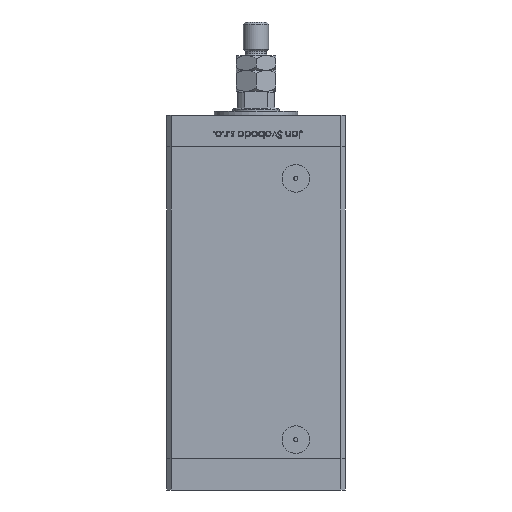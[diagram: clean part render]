
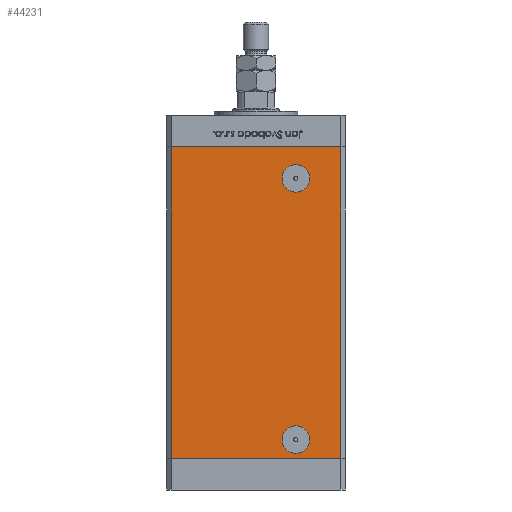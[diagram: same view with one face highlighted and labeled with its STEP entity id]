
A CAD part, front view. The second image highlights one B-rep face of the part: STEP entity #44231.
In plain terms, the highlighted planar face has unit normal (0, -1, 0).
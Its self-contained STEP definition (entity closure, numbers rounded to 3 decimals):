
#229 = DIRECTION ( 'NONE',  ( 0., 1., 0. ) ) ;
#349 = DIRECTION ( 'NONE',  ( 0., 0., -1. ) ) ;
#1805 = EDGE_CURVE ( 'NONE', #39707, #47351, #1888, .T. ) ;
#1888 = CIRCLE ( 'NONE', #27078, 6.58 ) ;
#1950 = CARTESIAN_POINT ( 'NONE',  ( -40.5, -37.5, 148.5 ) ) ;
#2169 = DIRECTION ( 'NONE',  ( 0., -1., 0. ) ) ;
#2795 = EDGE_CURVE ( 'NONE', #36155, #48458, #22078, .T. ) ;
#2960 = EDGE_CURVE ( 'NONE', #46919, #9614, #15264, .T. ) ;
#3330 = EDGE_CURVE ( 'NONE', #47351, #39707, #4528, .T. ) ;
#3515 = CARTESIAN_POINT ( 'NONE',  ( 19., -37.5, 140.08 ) ) ;
#3805 = DIRECTION ( 'NONE',  ( 0., 0., -1. ) ) ;
#4431 = EDGE_CURVE ( 'NONE', #7211, #22852, #28737, .T. ) ;
#4528 = CIRCLE ( 'NONE', #21004, 6.58 ) ;
#5572 = VECTOR ( 'NONE', #35129, 1000. ) ;
#5728 = ORIENTED_EDGE ( 'NONE', *, *, #2795, .F. ) ;
#6307 = DIRECTION ( 'NONE',  ( 1., 0., 0. ) ) ;
#7211 = VERTEX_POINT ( 'NONE', #18143 ) ;
#8034 = EDGE_LOOP ( 'NONE', ( #33538, #19634 ) ) ;
#8606 = ORIENTED_EDGE ( 'NONE', *, *, #12389, .T. ) ;
#9614 = VERTEX_POINT ( 'NONE', #20978 ) ;
#10188 = CARTESIAN_POINT ( 'NONE',  ( -40.5, -37.5, 148.5 ) ) ;
#12208 = DIRECTION ( 'NONE',  ( 0., 1., 0. ) ) ;
#12389 = EDGE_CURVE ( 'NONE', #36155, #46919, #44092, .T. ) ;
#12712 = CARTESIAN_POINT ( 'NONE',  ( 19., -37.5, 133.5 ) ) ;
#14692 = EDGE_CURVE ( 'NONE', #22852, #7211, #46451, .T. ) ;
#15264 = LINE ( 'NONE', #19606, #20030 ) ;
#15503 = CARTESIAN_POINT ( 'NONE',  ( 19., -37.5, 133.5 ) ) ;
#16304 = DIRECTION ( 'NONE',  ( 0., 1., 0. ) ) ;
#18143 = CARTESIAN_POINT ( 'NONE',  ( 19., -37.5, 126.92 ) ) ;
#18739 = DIRECTION ( 'NONE',  ( 0., 0., -1. ) ) ;
#19271 = CARTESIAN_POINT ( 'NONE',  ( 19., -37.5, 2.42 ) ) ;
#19606 = CARTESIAN_POINT ( 'NONE',  ( -40.5, -37.5, 0. ) ) ;
#19634 = ORIENTED_EDGE ( 'NONE', *, *, #3330, .F. ) ;
#20030 = VECTOR ( 'NONE', #6307, 1000. ) ;
#20640 = DIRECTION ( 'NONE',  ( 0., 0., 1. ) ) ;
#20978 = CARTESIAN_POINT ( 'NONE',  ( 40.5, -37.5, 0. ) ) ;
#21004 = AXIS2_PLACEMENT_3D ( 'NONE', #52196, #2169, #18739 ) ;
#22078 = LINE ( 'NONE', #25420, #22623 ) ;
#22623 = VECTOR ( 'NONE', #42011, 1000. ) ;
#22852 = VERTEX_POINT ( 'NONE', #3515 ) ;
#23829 = AXIS2_PLACEMENT_3D ( 'NONE', #15503, #16304, #3805 ) ;
#24271 = CARTESIAN_POINT ( 'NONE',  ( 19., -37.5, 9. ) ) ;
#24935 = ORIENTED_EDGE ( 'NONE', *, *, #2960, .T. ) ;
#24963 = ORIENTED_EDGE ( 'NONE', *, *, #4431, .T. ) ;
#25420 = CARTESIAN_POINT ( 'NONE',  ( -40.5, -37.5, 148.5 ) ) ;
#27078 = AXIS2_PLACEMENT_3D ( 'NONE', #24271, #49035, #349 ) ;
#27808 = CARTESIAN_POINT ( 'NONE',  ( 40.5, -37.5, 148.5 ) ) ;
#28737 = CIRCLE ( 'NONE', #40916, 6.58 ) ;
#28816 = PLANE ( 'NONE',  #50952 ) ;
#29325 = DIRECTION ( 'NONE',  ( 0., 0., -1. ) ) ;
#31350 = ORIENTED_EDGE ( 'NONE', *, *, #38104, .F. ) ;
#33253 = DIRECTION ( 'NONE',  ( 0., 0., -1. ) ) ;
#33538 = ORIENTED_EDGE ( 'NONE', *, *, #1805, .F. ) ;
#33713 = FACE_BOUND ( 'NONE', #8034, .T. ) ;
#35129 = DIRECTION ( 'NONE',  ( 0., 0., -1. ) ) ;
#36155 = VERTEX_POINT ( 'NONE', #10188 ) ;
#36787 = CARTESIAN_POINT ( 'NONE',  ( 40.5, -37.5, 148.5 ) ) ;
#37031 = ORIENTED_EDGE ( 'NONE', *, *, #14692, .T. ) ;
#37783 = FACE_OUTER_BOUND ( 'NONE', #50559, .T. ) ;
#38104 = EDGE_CURVE ( 'NONE', #48458, #9614, #49561, .T. ) ;
#39707 = VERTEX_POINT ( 'NONE', #19271 ) ;
#40916 = AXIS2_PLACEMENT_3D ( 'NONE', #12712, #229, #29325 ) ;
#42011 = DIRECTION ( 'NONE',  ( 1., 0., 0. ) ) ;
#43931 = CARTESIAN_POINT ( 'NONE',  ( -40.5, -37.5, 0. ) ) ;
#44092 = LINE ( 'NONE', #1950, #5572 ) ;
#44137 = EDGE_LOOP ( 'NONE', ( #24963, #37031 ) ) ;
#44231 = ADVANCED_FACE ( 'NONE', ( #33713, #37783, #45402 ), #28816, .F. ) ;
#45402 = FACE_BOUND ( 'NONE', #44137, .T. ) ;
#46451 = CIRCLE ( 'NONE', #23829, 6.58 ) ;
#46919 = VERTEX_POINT ( 'NONE', #43931 ) ;
#47351 = VERTEX_POINT ( 'NONE', #48489 ) ;
#48458 = VERTEX_POINT ( 'NONE', #27808 ) ;
#48489 = CARTESIAN_POINT ( 'NONE',  ( 19., -37.5, 15.58 ) ) ;
#49004 = VECTOR ( 'NONE', #33253, 1000. ) ;
#49035 = DIRECTION ( 'NONE',  ( 0., -1., 0. ) ) ;
#49561 = LINE ( 'NONE', #36787, #49004 ) ;
#50297 = CARTESIAN_POINT ( 'NONE',  ( -40.5, -37.5, 148.5 ) ) ;
#50559 = EDGE_LOOP ( 'NONE', ( #24935, #31350, #5728, #8606 ) ) ;
#50952 = AXIS2_PLACEMENT_3D ( 'NONE', #50297, #12208, #20640 ) ;
#52196 = CARTESIAN_POINT ( 'NONE',  ( 19., -37.5, 9. ) ) ;
